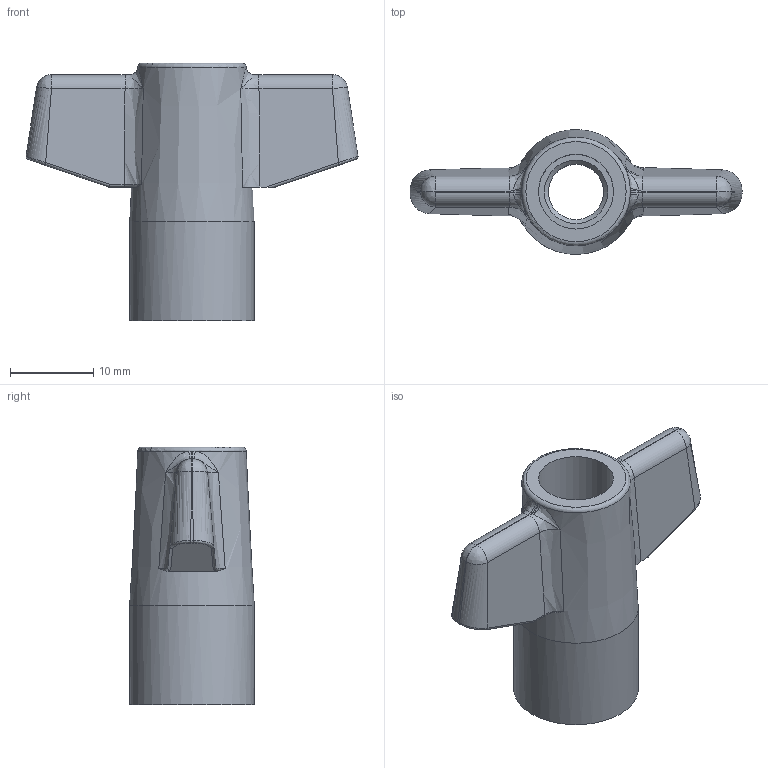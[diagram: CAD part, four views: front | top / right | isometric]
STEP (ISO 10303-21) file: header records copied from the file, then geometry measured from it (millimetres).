
FILE_DESCRIPTION( ( 'Unknown' ), '1' );
FILE_NAME( '6309700_GBA40_FP_M08.stp', 'Unknown', ( 'Unknown' ), ( 'Unknown' ), 'PSStep 11.0', 'Unknown', ' ' );
FILE_SCHEMA( ( 'AUTOMOTIVE_DESIGN { 1 0 10303 214 1 1 1 1 }' ) );
Length unit declared in the file: millimetre
Products named in the file (1): 6309700
Bounding box: 39.93 x 15 x 31 mm (x, y, z)
Volume: 4696.8 mm3; surface area: 3172.7 mm2
Topology: 1 solids, 2 shells, 71 faces, 170 edges, 98 vertices
Faces by surface type: bspline 30, cylinder 18, plane 15, cone 5, torus 3
Full cylindrical faces by diameter (mm): 6.647 x1, 9 x1, 11 x1, 15 x1
Entity records: 10596 total; most frequent: CARTESIAN_POINT 8654, ORIENTED_EDGE 304, DIRECTION 236, EDGE_CURVE 152, AXIS2_PLACEMENT_3D 102, VERTEX_POINT 94, EDGE_LOOP 84, FACE_OUTER_BOUND 76
